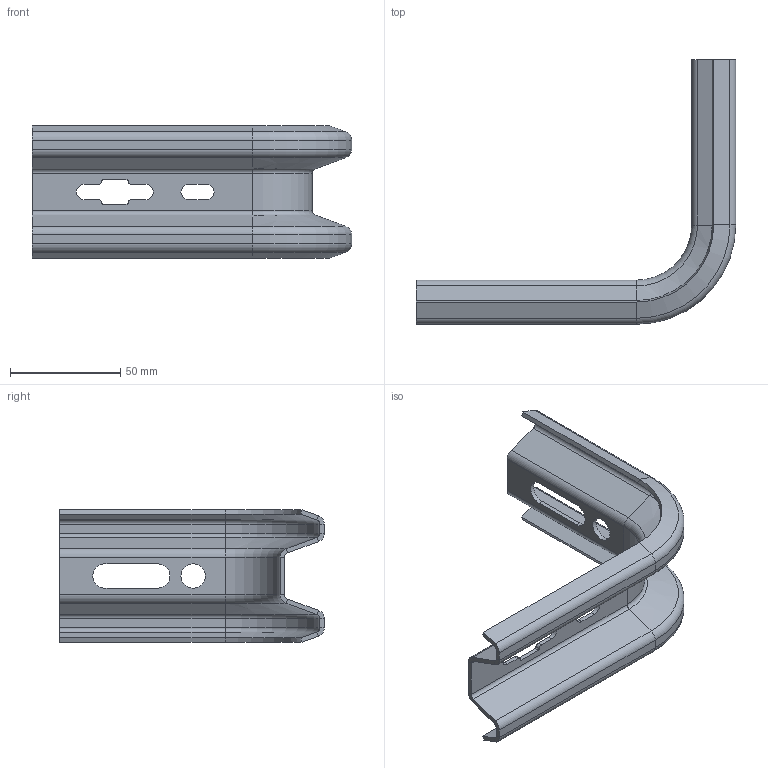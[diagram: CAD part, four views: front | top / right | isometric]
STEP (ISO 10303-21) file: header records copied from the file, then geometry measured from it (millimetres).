
FILE_DESCRIPTION (( 'STEP AP214' ), '1' );
FILE_NAME ('6364101.stp', '2021-02-24T14:23:49', ( '' ), ( '' ), 'SwSTEP 2.0', 'SolidWorks 2020', '' );
FILE_SCHEMA (( 'AUTOMOTIVE_DESIGN' ));
Length unit declared in the file: millimetre
Products named in the file (1): 6364101
Bounding box: 145 x 120 x 60 mm (x, y, z)
Volume: 41309.4 mm3; surface area: 43079.2 mm2
Topology: 1 solids, 1 shells, 135 faces, 295 edges, 162 vertices
Faces by surface type: plane 68, cylinder 45, torus 12, cone 10
Full cylindrical faces by diameter (mm): 11 x1
Entity records: 3628 total; most frequent: DIRECTION 672, CARTESIAN_POINT 592, ORIENTED_EDGE 588, EDGE_CURVE 294, AXIS2_PLACEMENT_3D 242, VECTOR 188, LINE 188, VERTEX_POINT 162
